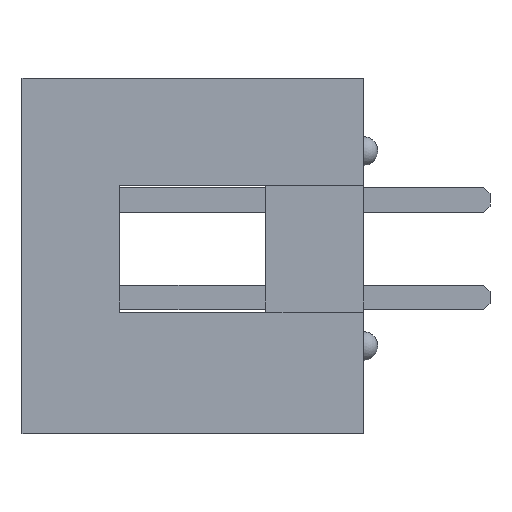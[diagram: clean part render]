
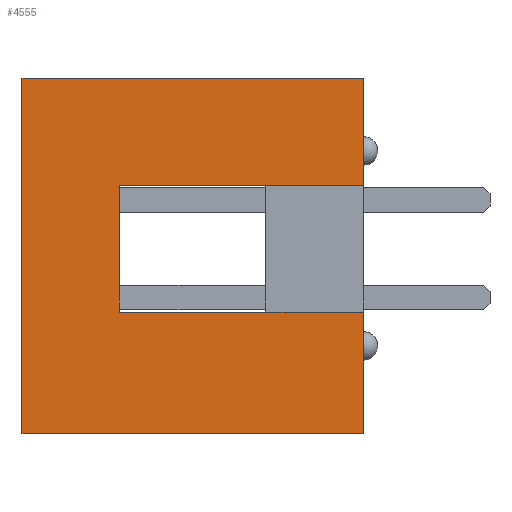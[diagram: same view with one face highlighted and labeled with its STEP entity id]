
A CAD part, left-side view. The second image highlights one B-rep face of the part: STEP entity #4555.
In plain terms, the highlighted planar face has unit normal (-1, 0, 0).
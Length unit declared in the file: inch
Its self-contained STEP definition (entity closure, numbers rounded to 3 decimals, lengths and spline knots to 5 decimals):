
#141=ORIENTED_EDGE('',*,*,#1419,.F.);
#142=ORIENTED_EDGE('',*,*,#1445,.F.);
#143=ORIENTED_EDGE('',*,*,#1442,.F.);
#144=ORIENTED_EDGE('',*,*,#1466,.F.);
#145=ORIENTED_EDGE('',*,*,#1467,.T.);
#146=ORIENTED_EDGE('',*,*,#1468,.T.);
#147=ORIENTED_EDGE('',*,*,#1438,.F.);
#148=ORIENTED_EDGE('',*,*,#1458,.F.);
#1419=EDGE_CURVE('',#2089,#2069,#2537,.T.);
#1438=EDGE_CURVE('',#2108,#2109,#2552,.T.);
#1442=EDGE_CURVE('',#2112,#2113,#2556,.T.);
#1445=EDGE_CURVE('',#2113,#2089,#2559,.T.);
#1458=EDGE_CURVE('',#2069,#2108,#2572,.T.);
#1466=EDGE_CURVE('',#2123,#2112,#2580,.T.);
#1467=EDGE_CURVE('',#2123,#2124,#2581,.T.);
#1468=EDGE_CURVE('',#2124,#2109,#2582,.T.);
#2069=VERTEX_POINT('',#6219);
#2089=VERTEX_POINT('',#6260);
#2108=VERTEX_POINT('',#6299);
#2109=VERTEX_POINT('',#6301);
#2112=VERTEX_POINT('',#6307);
#2113=VERTEX_POINT('',#6309);
#2123=VERTEX_POINT('',#6351);
#2124=VERTEX_POINT('',#6353);
#2537=LINE('',#6261,#3205);
#2552=LINE('',#6300,#3220);
#2556=LINE('',#6308,#3224);
#2559=LINE('',#6313,#3227);
#2572=LINE('',#6336,#3240);
#2580=LINE('',#6350,#3248);
#2581=LINE('',#6352,#3249);
#2582=LINE('',#6354,#3250);
#3205=VECTOR('',#5089,39.37008);
#3220=VECTOR('',#5114,39.37008);
#3224=VECTOR('',#5118,39.37008);
#3227=VECTOR('',#5123,39.37008);
#3240=VECTOR('',#5146,39.37008);
#3248=VECTOR('',#5158,39.37008);
#3249=VECTOR('',#5159,39.37008);
#3250=VECTOR('',#5160,39.37008);
#3859=EDGE_LOOP('',(#141,#142,#143,#144,#145,#146,#147,#148));
#4095=FACE_BOUND('',#3859,.T.);
#4327=PLANE('',#4828);
#4555=ADVANCED_FACE('',(#4095),#4327,.F.);
#4828=AXIS2_PLACEMENT_3D('',#6349,#5156,#5157);
#5089=DIRECTION('',(0.,0.,1.));
#5114=DIRECTION('',(0.,0.,-1.));
#5118=DIRECTION('',(0.,0.,-1.));
#5123=DIRECTION('',(0.,1.,0.));
#5146=DIRECTION('',(0.,-1.,0.));
#5156=DIRECTION('',(1.,0.,0.));
#5157=DIRECTION('',(0.,0.,-1.));
#5158=DIRECTION('',(0.,-1.,0.));
#5159=DIRECTION('',(0.,0.,1.));
#5160=DIRECTION('',(0.,-1.,0.));
#6219=CARTESIAN_POINT('',(-0.55,0.35,0.175));
#6260=CARTESIAN_POINT('',(-0.55,0.35,-0.19));
#6261=CARTESIAN_POINT('',(-0.55,0.35,-0.19));
#6299=CARTESIAN_POINT('',(-0.55,0.,0.175));
#6300=CARTESIAN_POINT('',(-0.55,0.,0.175));
#6301=CARTESIAN_POINT('',(-0.55,0.,0.065));
#6307=CARTESIAN_POINT('',(-0.55,0.,-0.065));
#6308=CARTESIAN_POINT('',(-0.55,0.,0.175));
#6309=CARTESIAN_POINT('',(-0.55,0.,-0.19));
#6313=CARTESIAN_POINT('',(-0.55,0.,-0.19));
#6336=CARTESIAN_POINT('',(-0.55,0.35,0.175));
#6349=CARTESIAN_POINT('',(-0.55,0.,0.));
#6350=CARTESIAN_POINT('',(-0.55,0.25,-0.065));
#6351=CARTESIAN_POINT('',(-0.55,0.25,-0.065));
#6352=CARTESIAN_POINT('',(-0.55,0.25,0.));
#6353=CARTESIAN_POINT('',(-0.55,0.25,0.065));
#6354=CARTESIAN_POINT('',(-0.55,0.25,0.065));
